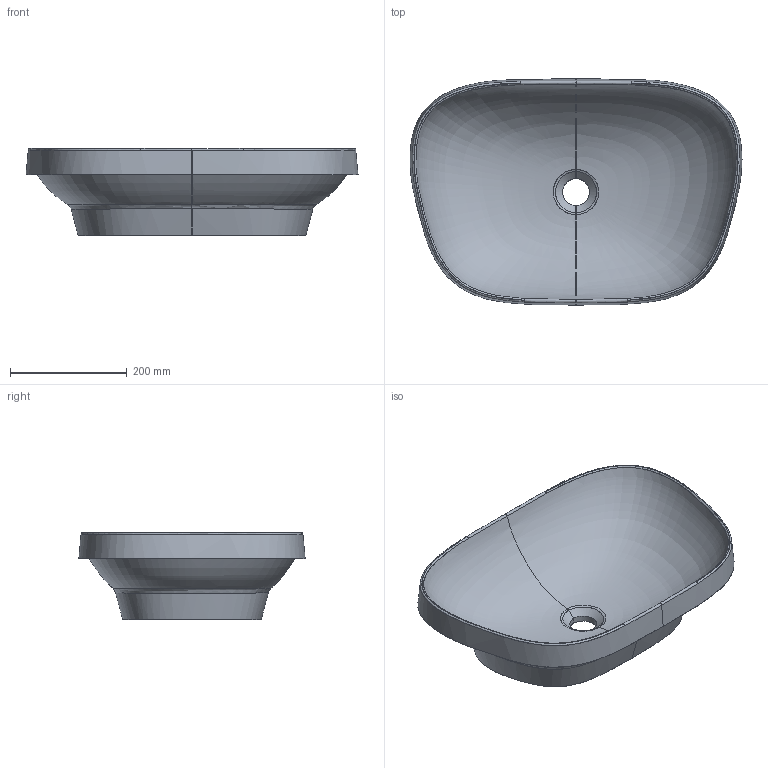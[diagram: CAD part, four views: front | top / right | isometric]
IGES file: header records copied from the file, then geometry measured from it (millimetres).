
Global section: file name: 5653urun.igs; native system: NX V10.0; preprocessor: SIEMENS PLM Software NX 10.0; date: 20160823.172527; units: millimetre
Bounding box: 569.28 x 387.87 x 149.34 mm (x, y, z)
Surface area: 625471.9 mm2 (no closed solid volume)
Topology: 0 solids, 0 shells, 74 faces, 771 edges, 767 vertices
Faces by surface type: bspline 74
